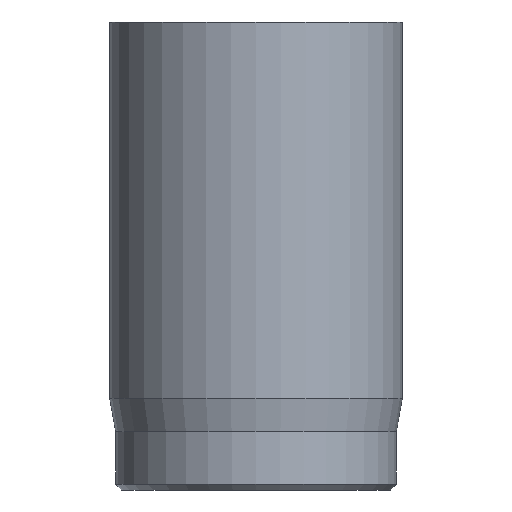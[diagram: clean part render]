
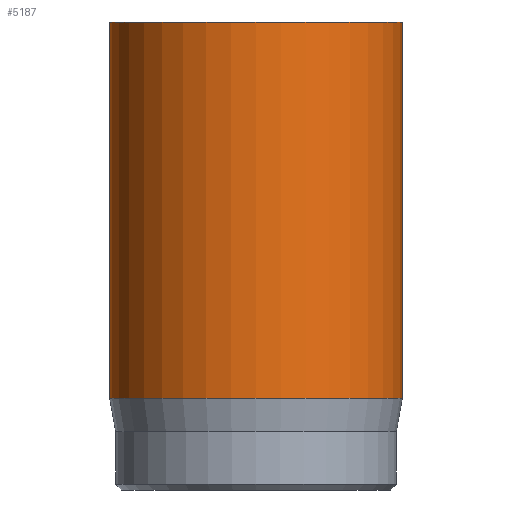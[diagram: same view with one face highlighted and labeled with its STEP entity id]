
A CAD part, front view. The second image highlights one B-rep face of the part: STEP entity #5187.
In plain terms, the highlighted cylindrical face has radius 2.5 mm (diameter 5 mm), a full revolution.
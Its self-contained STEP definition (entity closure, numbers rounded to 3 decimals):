
#31=CYLINDRICAL_SURFACE('',#5395,2.5);
#44=CIRCLE('',#5371,2.5);
#55=CIRCLE('',#5393,2.5);
#56=CIRCLE('',#5394,2.5);
#812=FACE_OUTER_BOUND('',#1113,.T.);
#1113=EDGE_LOOP('',(#4700,#4701,#4702,#4703,#4704));
#1539=LINE('',#9642,#1971);
#1971=VECTOR('',#6085,2.5);
#2468=VERTEX_POINT('',#9598);
#2479=VERTEX_POINT('',#9636);
#2480=VERTEX_POINT('',#9637);
#3212=EDGE_CURVE('',#2468,#2468,#44,.T.);
#3228=EDGE_CURVE('',#2479,#2480,#55,.T.);
#3229=EDGE_CURVE('',#2480,#2479,#56,.T.);
#3231=EDGE_CURVE('',#2468,#2479,#1539,.T.);
#4700=ORIENTED_EDGE('',*,*,#3212,.T.);
#4701=ORIENTED_EDGE('',*,*,#3231,.T.);
#4702=ORIENTED_EDGE('',*,*,#3228,.T.);
#4703=ORIENTED_EDGE('',*,*,#3229,.T.);
#4704=ORIENTED_EDGE('',*,*,#3231,.F.);
#5187=ADVANCED_FACE('',(#812),#31,.T.);
#5371=AXIS2_PLACEMENT_3D('',#9599,#6029,#6030);
#5393=AXIS2_PLACEMENT_3D('',#9638,#6078,#6079);
#5394=AXIS2_PLACEMENT_3D('',#9639,#6080,#6081);
#5395=AXIS2_PLACEMENT_3D('',#9641,#6083,#6084);
#6029=DIRECTION('center_axis',(0.,0.,-1.));
#6030=DIRECTION('ref_axis',(-1.,0.,0.));
#6078=DIRECTION('center_axis',(0.,0.,1.));
#6079=DIRECTION('ref_axis',(-1.,0.,0.));
#6080=DIRECTION('center_axis',(0.,0.,1.));
#6081=DIRECTION('ref_axis',(-1.,0.,0.));
#6083=DIRECTION('center_axis',(0.,0.,1.));
#6084=DIRECTION('ref_axis',(-1.,0.,0.));
#6085=DIRECTION('',(0.,0.,-1.));
#9598=CARTESIAN_POINT('',(2.5,0.,8.));
#9599=CARTESIAN_POINT('Origin',(0.,0.,8.));
#9636=CARTESIAN_POINT('',(2.5,0.,1.567));
#9637=CARTESIAN_POINT('',(-2.5,0.,1.567));
#9638=CARTESIAN_POINT('Origin',(0.,0.,1.567));
#9639=CARTESIAN_POINT('Origin',(0.,0.,1.567));
#9641=CARTESIAN_POINT('Origin',(0.,0.,0.));
#9642=CARTESIAN_POINT('',(2.5,0.,0.));
